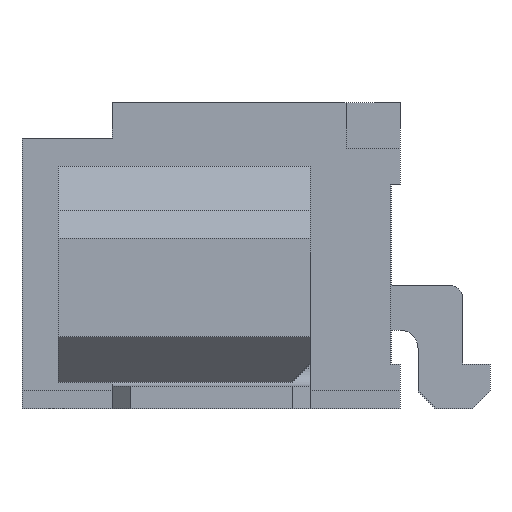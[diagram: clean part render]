
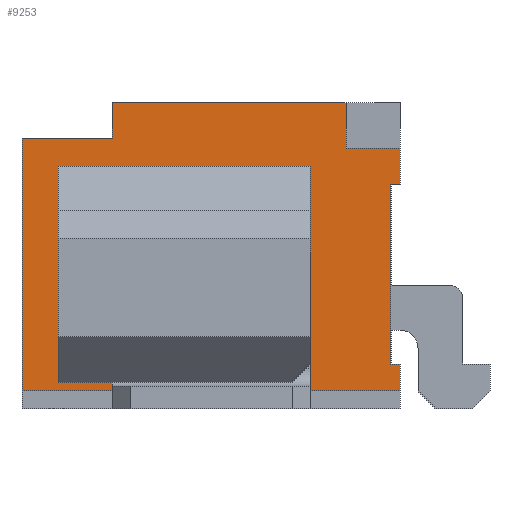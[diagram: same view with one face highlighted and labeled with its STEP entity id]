
A CAD part, left-side view. The second image highlights one B-rep face of the part: STEP entity #9253.
In plain terms, the highlighted planar face has unit normal (-1, 0, 0).
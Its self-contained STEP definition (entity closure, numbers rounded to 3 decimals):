
#102 = VECTOR ( 'NONE', #8382, 1000. ) ;
#125 = VERTEX_POINT ( 'NONE', #3371 ) ;
#225 = LINE ( 'NONE', #1523, #1090 ) ;
#302 = CARTESIAN_POINT ( 'NONE',  ( -3.375, 0.575, 0.9 ) ) ;
#442 = LINE ( 'NONE', #8471, #5556 ) ;
#480 = CARTESIAN_POINT ( 'NONE',  ( -3.375, 0.575, 0.9 ) ) ;
#484 = VECTOR ( 'NONE', #2163, 1000. ) ;
#555 = DIRECTION ( 'NONE',  ( 0., 0., -1. ) ) ;
#567 = VERTEX_POINT ( 'NONE', #2056 ) ;
#572 = VECTOR ( 'NONE', #5492, 1000. ) ;
#578 = VECTOR ( 'NONE', #555, 1000. ) ;
#581 = ORIENTED_EDGE ( 'NONE', *, *, #1445, .T. ) ;
#663 = LINE ( 'NONE', #5846, #1749 ) ;
#715 = EDGE_CURVE ( 'NONE', #2810, #2934, #4187, .T. ) ;
#853 = EDGE_LOOP ( 'NONE', ( #9845, #581, #9222, #4948 ) ) ;
#1090 = VECTOR ( 'NONE', #8459, 1000. ) ;
#1220 = FACE_BOUND ( 'NONE', #853, .T. ) ;
#1313 = CARTESIAN_POINT ( 'NONE',  ( -3.375, -3.125, -1.3 ) ) ;
#1445 = EDGE_CURVE ( 'NONE', #3043, #7132, #225, .T. ) ;
#1523 = CARTESIAN_POINT ( 'NONE',  ( -3.375, 0.575, -1.5 ) ) ;
#1596 = EDGE_CURVE ( 'NONE', #7914, #125, #9185, .T. ) ;
#1636 = LINE ( 'NONE', #5495, #7096 ) ;
#1644 = ORIENTED_EDGE ( 'NONE', *, *, #4201, .T. ) ;
#1739 = DIRECTION ( 'NONE',  ( 0., 0., 1. ) ) ;
#1749 = VECTOR ( 'NONE', #2000, 1000. ) ;
#1806 = CARTESIAN_POINT ( 'NONE',  ( -3.375, -3.225, 0.7 ) ) ;
#1829 = EDGE_CURVE ( 'NONE', #6964, #4084, #9767, .T. ) ;
#1985 = VERTEX_POINT ( 'NONE', #7542 ) ;
#2000 = DIRECTION ( 'NONE',  ( 0., 0., 1. ) ) ;
#2056 = CARTESIAN_POINT ( 'NONE',  ( -3.375, -2.225, 0.9 ) ) ;
#2139 = DIRECTION ( 'NONE',  ( 0., 0., 1. ) ) ;
#2163 = DIRECTION ( 'NONE',  ( 0., -1., 0. ) ) ;
#2245 = ORIENTED_EDGE ( 'NONE', *, *, #1829, .T. ) ;
#2432 = LINE ( 'NONE', #5716, #6118 ) ;
#2466 = CARTESIAN_POINT ( 'NONE',  ( -3.375, -0.025, 1.6 ) ) ;
#2494 = DIRECTION ( 'NONE',  ( 0., 0., -1. ) ) ;
#2528 = CARTESIAN_POINT ( 'NONE',  ( -3.375, -2.625, 1.6 ) ) ;
#2597 = ORIENTED_EDGE ( 'NONE', *, *, #715, .T. ) ;
#2647 = DIRECTION ( 'NONE',  ( 0., -1., 0. ) ) ;
#2690 = VERTEX_POINT ( 'NONE', #5108 ) ;
#2810 = VERTEX_POINT ( 'NONE', #5885 ) ;
#2889 = ORIENTED_EDGE ( 'NONE', *, *, #1596, .T. ) ;
#2934 = VERTEX_POINT ( 'NONE', #5251 ) ;
#2954 = CARTESIAN_POINT ( 'NONE',  ( -3.375, -3.225, -1.3 ) ) ;
#3043 = VERTEX_POINT ( 'NONE', #3863 ) ;
#3336 = DIRECTION ( 'NONE',  ( 0., 0., 1. ) ) ;
#3347 = CARTESIAN_POINT ( 'NONE',  ( -3.375, -0.025, 1.2 ) ) ;
#3371 = CARTESIAN_POINT ( 'NONE',  ( -3.375, -3.225, -1.6 ) ) ;
#3643 = VECTOR ( 'NONE', #2139, 1000. ) ;
#3649 = EDGE_CURVE ( 'NONE', #9828, #1985, #4632, .T. ) ;
#3723 = DIRECTION ( 'NONE',  ( 0., 1., 0. ) ) ;
#3736 = VECTOR ( 'NONE', #3723, 1000. ) ;
#3765 = CARTESIAN_POINT ( 'NONE',  ( -3.375, 0.975, -1.6 ) ) ;
#3797 = VERTEX_POINT ( 'NONE', #1806 ) ;
#3863 = CARTESIAN_POINT ( 'NONE',  ( -3.375, 0.575, -1.5 ) ) ;
#4084 = VERTEX_POINT ( 'NONE', #3347 ) ;
#4117 = VERTEX_POINT ( 'NONE', #2528 ) ;
#4119 = EDGE_LOOP ( 'NONE', ( #6969, #4722, #2245, #6494, #4454, #2889, #5457, #2597, #1644, #4819, #7063, #7474 ) ) ;
#4187 = LINE ( 'NONE', #2954, #3736 ) ;
#4201 = EDGE_CURVE ( 'NONE', #2934, #8512, #4350, .T. ) ;
#4268 = EDGE_CURVE ( 'NONE', #4117, #1985, #1636, .T. ) ;
#4350 = LINE ( 'NONE', #1313, #3643 ) ;
#4403 = LINE ( 'NONE', #5500, #7849 ) ;
#4454 = ORIENTED_EDGE ( 'NONE', *, *, #4798, .F. ) ;
#4632 = LINE ( 'NONE', #6306, #572 ) ;
#4699 = CARTESIAN_POINT ( 'NONE',  ( -3.375, 0.575, -1.5 ) ) ;
#4722 = ORIENTED_EDGE ( 'NONE', *, *, #7029, .F. ) ;
#4798 = EDGE_CURVE ( 'NONE', #7914, #2690, #2432, .T. ) ;
#4819 = ORIENTED_EDGE ( 'NONE', *, *, #9213, .F. ) ;
#4948 = ORIENTED_EDGE ( 'NONE', *, *, #7639, .F. ) ;
#5001 = CARTESIAN_POINT ( 'NONE',  ( -3.375, -2.225, -1.5 ) ) ;
#5105 = CARTESIAN_POINT ( 'NONE',  ( -3.375, -0.025, 1.6 ) ) ;
#5108 = CARTESIAN_POINT ( 'NONE',  ( -3.375, 0.975, 1.2 ) ) ;
#5139 = LINE ( 'NONE', #9670, #8246 ) ;
#5211 = LINE ( 'NONE', #8581, #9163 ) ;
#5251 = CARTESIAN_POINT ( 'NONE',  ( -3.375, -3.125, -1.3 ) ) ;
#5457 = ORIENTED_EDGE ( 'NONE', *, *, #6037, .T. ) ;
#5492 = DIRECTION ( 'NONE',  ( 0., 1., 0. ) ) ;
#5495 = CARTESIAN_POINT ( 'NONE',  ( -3.375, -2.625, 1.6 ) ) ;
#5500 = CARTESIAN_POINT ( 'NONE',  ( -3.375, -3.225, -1.6 ) ) ;
#5547 = EDGE_CURVE ( 'NONE', #7132, #567, #6217, .T. ) ;
#5556 = VECTOR ( 'NONE', #9346, 1000. ) ;
#5681 = VECTOR ( 'NONE', #9200, 1000. ) ;
#5716 = CARTESIAN_POINT ( 'NONE',  ( -3.375, 0.975, -1.6 ) ) ;
#5846 = CARTESIAN_POINT ( 'NONE',  ( -3.375, -3.225, 0.7 ) ) ;
#5875 = CARTESIAN_POINT ( 'NONE',  ( -3.375, 0.975, 1.2 ) ) ;
#5885 = CARTESIAN_POINT ( 'NONE',  ( -3.375, -3.225, -1.3 ) ) ;
#6037 = EDGE_CURVE ( 'NONE', #125, #2810, #4403, .T. ) ;
#6118 = VECTOR ( 'NONE', #3336, 1000. ) ;
#6217 = LINE ( 'NONE', #480, #484 ) ;
#6306 = CARTESIAN_POINT ( 'NONE',  ( -3.375, -3.225, 1.1 ) ) ;
#6454 = CARTESIAN_POINT ( 'NONE',  ( -3.375, -3.125, 0.7 ) ) ;
#6494 = ORIENTED_EDGE ( 'NONE', *, *, #9585, .F. ) ;
#6533 = LINE ( 'NONE', #5875, #9295 ) ;
#6537 = DIRECTION ( 'NONE',  ( 0., 1., 0. ) ) ;
#6593 = CARTESIAN_POINT ( 'NONE',  ( -3.375, 0.975, -1.6 ) ) ;
#6620 = DIRECTION ( 'NONE',  ( 0., -1., 0. ) ) ;
#6677 = DIRECTION ( 'NONE',  ( 0., 0., 1. ) ) ;
#6964 = VERTEX_POINT ( 'NONE', #2466 ) ;
#6969 = ORIENTED_EDGE ( 'NONE', *, *, #4268, .F. ) ;
#7000 = EDGE_CURVE ( 'NONE', #3043, #7260, #7610, .T. ) ;
#7029 = EDGE_CURVE ( 'NONE', #6964, #4117, #5211, .T. ) ;
#7063 = ORIENTED_EDGE ( 'NONE', *, *, #8360, .T. ) ;
#7096 = VECTOR ( 'NONE', #2494, 1000. ) ;
#7132 = VERTEX_POINT ( 'NONE', #302 ) ;
#7260 = VERTEX_POINT ( 'NONE', #5001 ) ;
#7474 = ORIENTED_EDGE ( 'NONE', *, *, #3649, .T. ) ;
#7537 = CARTESIAN_POINT ( 'NONE',  ( -3.375, 0.975, -1.8 ) ) ;
#7542 = CARTESIAN_POINT ( 'NONE',  ( -3.375, -2.625, 1.1 ) ) ;
#7573 = DIRECTION ( 'NONE',  ( -1., 0., 0. ) ) ;
#7610 = LINE ( 'NONE', #4699, #5681 ) ;
#7639 = EDGE_CURVE ( 'NONE', #7260, #567, #442, .T. ) ;
#7849 = VECTOR ( 'NONE', #1739, 1000. ) ;
#7914 = VERTEX_POINT ( 'NONE', #6593 ) ;
#8246 = VECTOR ( 'NONE', #6537, 1000. ) ;
#8360 = EDGE_CURVE ( 'NONE', #3797, #9828, #663, .T. ) ;
#8382 = DIRECTION ( 'NONE',  ( 0., -1., 0. ) ) ;
#8450 = CARTESIAN_POINT ( 'NONE',  ( -3.375, -3.225, 1.1 ) ) ;
#8459 = DIRECTION ( 'NONE',  ( 0., 0., 1. ) ) ;
#8471 = CARTESIAN_POINT ( 'NONE',  ( -3.375, -2.225, -1.5 ) ) ;
#8512 = VERTEX_POINT ( 'NONE', #6454 ) ;
#8581 = CARTESIAN_POINT ( 'NONE',  ( -3.375, -0.025, 1.6 ) ) ;
#8823 = AXIS2_PLACEMENT_3D ( 'NONE', #7537, #7573, #6677 ) ;
#9020 = PLANE ( 'NONE',  #8823 ) ;
#9163 = VECTOR ( 'NONE', #2647, 1000. ) ;
#9185 = LINE ( 'NONE', #3765, #102 ) ;
#9200 = DIRECTION ( 'NONE',  ( 0., -1., 0. ) ) ;
#9213 = EDGE_CURVE ( 'NONE', #3797, #8512, #5139, .T. ) ;
#9222 = ORIENTED_EDGE ( 'NONE', *, *, #5547, .T. ) ;
#9253 = ADVANCED_FACE ( 'NONE', ( #9807, #1220 ), #9020, .T. ) ;
#9295 = VECTOR ( 'NONE', #6620, 1000. ) ;
#9346 = DIRECTION ( 'NONE',  ( 0., 0., 1. ) ) ;
#9585 = EDGE_CURVE ( 'NONE', #2690, #4084, #6533, .T. ) ;
#9670 = CARTESIAN_POINT ( 'NONE',  ( -3.375, -3.225, 0.7 ) ) ;
#9767 = LINE ( 'NONE', #5105, #578 ) ;
#9807 = FACE_OUTER_BOUND ( 'NONE', #4119, .T. ) ;
#9828 = VERTEX_POINT ( 'NONE', #8450 ) ;
#9845 = ORIENTED_EDGE ( 'NONE', *, *, #7000, .F. ) ;
